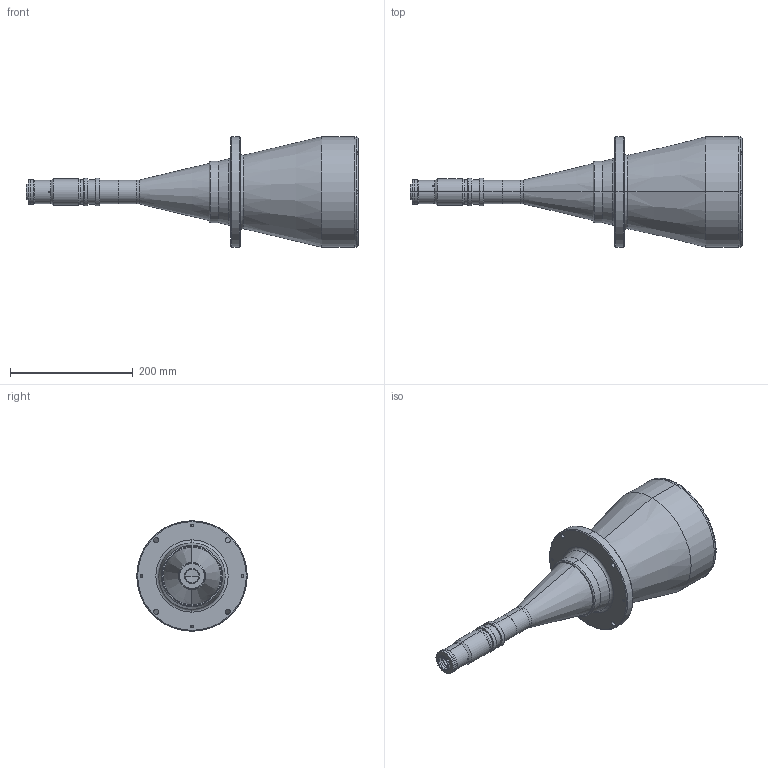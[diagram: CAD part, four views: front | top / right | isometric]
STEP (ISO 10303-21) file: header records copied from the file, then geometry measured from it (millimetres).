
FILE_DESCRIPTION (( 'STEP AP214' ), '1' );
FILE_NAME ('4M110_C.STEP', '2013-04-30T08:36:34', ( 'Work' ), ( '' ), 'SwSTEP 2.0', 'SolidWorks 2013', '' );
FILE_SCHEMA (( 'AUTOMOTIVE_DESIGN' ));
Length unit declared in the file: millimetre
Products named in the file (1): 4M110_C
Bounding box: 540.93 x 180 x 180 mm (x, y, z)
Surface area: 248652.3 mm2 (no closed solid volume)
Topology: 0 solids, 12 shells, 183 faces, 505 edges, 341 vertices
Faces by surface type: cylinder 91, plane 42, cone 30, torus 18, sphere 2
Entity records: 8560 total; most frequent: CARTESIAN_POINT 1568, DIRECTION 1137, ORIENTED_EDGE 922, EDGE_CURVE 505, AXIS2_PLACEMENT_3D 480, VERTEX_POINT 341, CIRCLE 296, EDGE_LOOP 254
